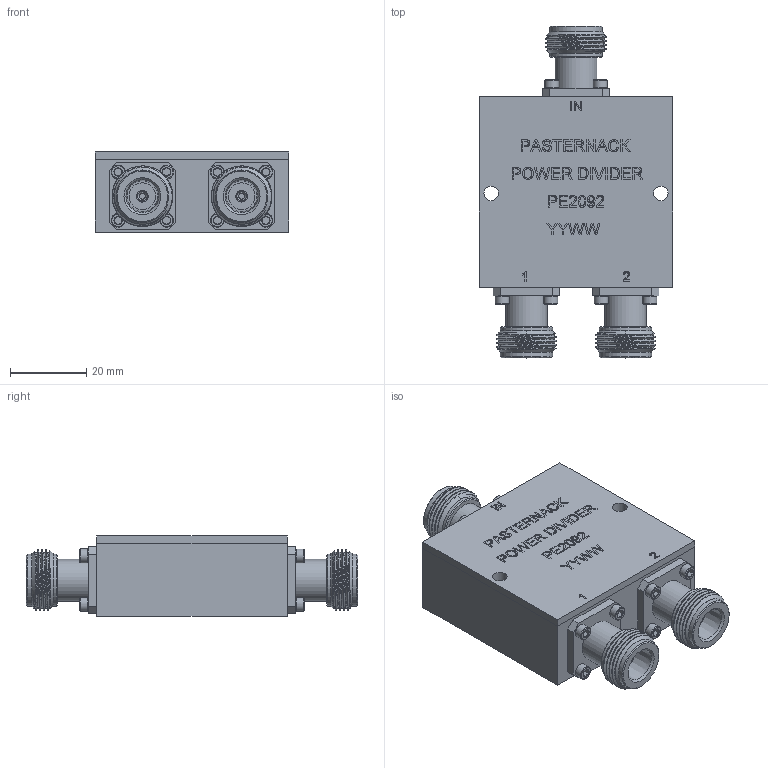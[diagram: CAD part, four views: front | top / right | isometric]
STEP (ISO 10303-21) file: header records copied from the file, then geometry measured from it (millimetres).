
FILE_DESCRIPTION (( 'STEP AP203' ), '1' );
FILE_NAME ('PE2092_3D.step', '2021-12-09T16:36:43', ( '' ), ( '' ), 'SwSTEP 2.0', 'SolidWorks 2021', '' );
FILE_SCHEMA (( 'CONFIG_CONTROL_DESIGN' ));
Length unit declared in the file: inch
Products named in the file (1): PE2092_3D
Bounding box: 50.8 x 87 x 21 mm (x, y, z)
Volume: 59828.9 mm3; surface area: 14499.3 mm2
Topology: 1 solids, 1 shells, 881 faces, 2168 edges, 1386 vertices
Faces by surface type: plane 516, bspline 177, cone 129, cylinder 59
Full cylindrical faces by diameter (mm): 1.524 x3, 3.048 x3, 3.658 x12, 3.81 x2, 6.985 x3, 10.973 x3, 13.716 x6
Entity records: 38875 total; most frequent: CARTESIAN_POINT 19884, ORIENTED_EDGE 4170, DIRECTION 3163, EDGE_CURVE 2085, VERTEX_POINT 1374, LINE 1301, VECTOR 1301, EDGE_LOOP 1053
